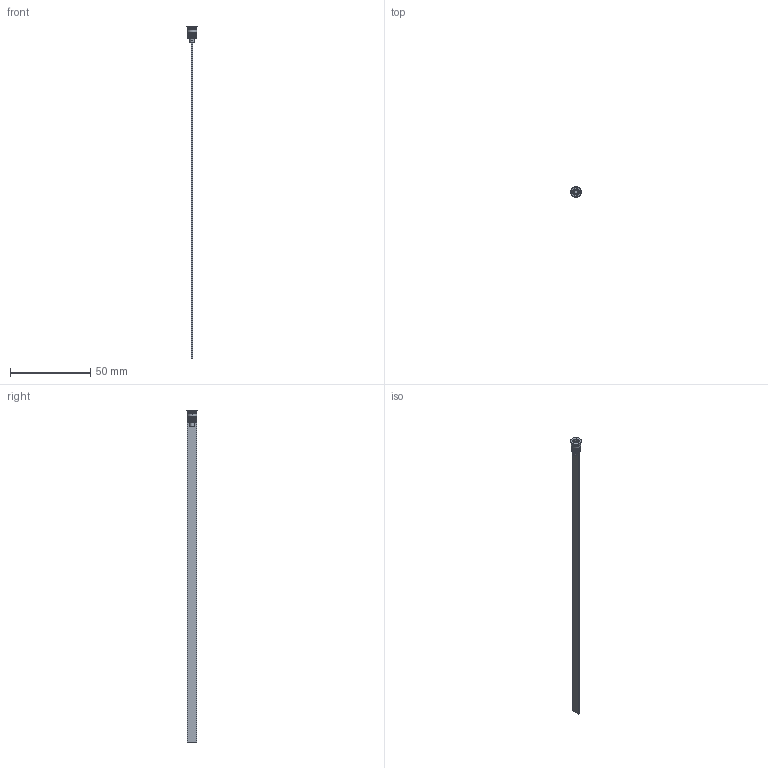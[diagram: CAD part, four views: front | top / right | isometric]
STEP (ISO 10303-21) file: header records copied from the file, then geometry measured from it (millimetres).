
FILE_DESCRIPTION (( 'STEP AP203' ), '1' );
FILE_NAME ('15b8.STEP', '2023-09-26T22:54:21', ( '' ), ( '' ), 'SwSTEP 2.0', 'SolidWorks 2019', '' );
FILE_SCHEMA (( 'CONFIG_CONTROL_DESIGN' ));
Length unit declared in the file: millimetre
Products named in the file (1): 15b8
Bounding box: 7 x 7 x 207.5 mm (x, y, z)
Volume: 1444.1 mm3; surface area: 3192.3 mm2
Topology: 3 solids, 3 shells, 83 faces, 179 edges, 109 vertices
Faces by surface type: plane 35, cylinder 23, torus 14, cone 11
Entity records: 2327 total; most frequent: DIRECTION 428, CARTESIAN_POINT 384, ORIENTED_EDGE 358, EDGE_CURVE 179, AXIS2_PLACEMENT_3D 169, VERTEX_POINT 109, EDGE_LOOP 90, VECTOR 90
